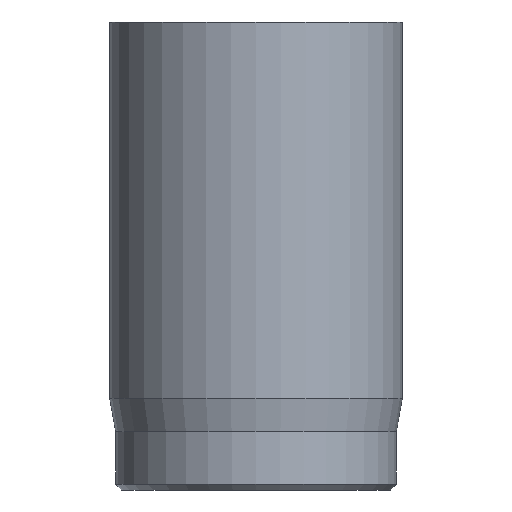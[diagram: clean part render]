
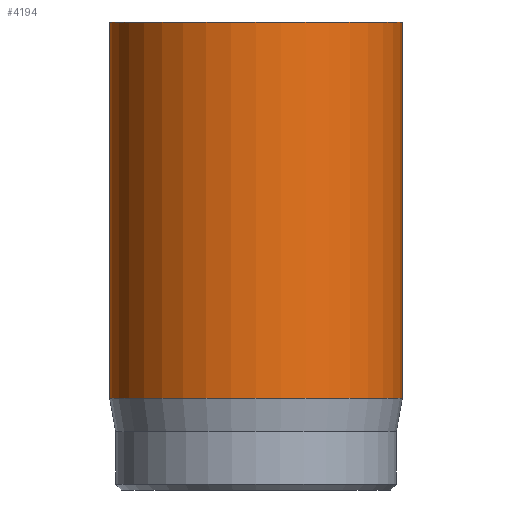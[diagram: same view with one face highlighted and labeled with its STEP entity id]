
A CAD part, front view. The second image highlights one B-rep face of the part: STEP entity #4194.
In plain terms, the highlighted cylindrical face has radius 2.5 mm (diameter 5 mm), a full revolution.
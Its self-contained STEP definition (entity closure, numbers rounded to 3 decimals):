
#31=CYLINDRICAL_SURFACE('',#4363,2.5);
#44=CIRCLE('',#4338,2.5);
#55=CIRCLE('',#4361,2.5);
#56=CIRCLE('',#4362,2.5);
#372=FACE_OUTER_BOUND('',#621,.T.);
#621=EDGE_LOOP('',(#3738,#3739,#3740,#3741,#3742));
#925=LINE('',#8027,#1240);
#1240=VECTOR('',#4848,2.5);
#1928=VERTEX_POINT('',#7982);
#1939=VERTEX_POINT('',#8021);
#1940=VERTEX_POINT('',#8022);
#2528=EDGE_CURVE('',#1928,#1928,#44,.T.);
#2544=EDGE_CURVE('',#1939,#1940,#55,.T.);
#2545=EDGE_CURVE('',#1940,#1939,#56,.T.);
#2547=EDGE_CURVE('',#1928,#1939,#925,.T.);
#3738=ORIENTED_EDGE('',*,*,#2528,.T.);
#3739=ORIENTED_EDGE('',*,*,#2547,.T.);
#3740=ORIENTED_EDGE('',*,*,#2544,.T.);
#3741=ORIENTED_EDGE('',*,*,#2545,.T.);
#3742=ORIENTED_EDGE('',*,*,#2547,.F.);
#4194=ADVANCED_FACE('',(#372),#31,.T.);
#4338=AXIS2_PLACEMENT_3D('',#7983,#4790,#4791);
#4361=AXIS2_PLACEMENT_3D('',#8023,#4841,#4842);
#4362=AXIS2_PLACEMENT_3D('',#8024,#4843,#4844);
#4363=AXIS2_PLACEMENT_3D('',#8026,#4846,#4847);
#4790=DIRECTION('center_axis',(0.,0.,-1.));
#4791=DIRECTION('ref_axis',(-1.,0.,0.));
#4841=DIRECTION('center_axis',(0.,0.,1.));
#4842=DIRECTION('ref_axis',(-1.,0.,0.));
#4843=DIRECTION('center_axis',(0.,0.,1.));
#4844=DIRECTION('ref_axis',(-1.,0.,0.));
#4846=DIRECTION('center_axis',(0.,0.,1.));
#4847=DIRECTION('ref_axis',(-1.,0.,0.));
#4848=DIRECTION('',(0.,0.,-1.));
#7982=CARTESIAN_POINT('',(2.5,0.,8.));
#7983=CARTESIAN_POINT('Origin',(0.,0.,8.));
#8021=CARTESIAN_POINT('',(2.5,0.,1.567));
#8022=CARTESIAN_POINT('',(-2.5,0.,1.567));
#8023=CARTESIAN_POINT('Origin',(0.,0.,1.567));
#8024=CARTESIAN_POINT('Origin',(0.,0.,1.567));
#8026=CARTESIAN_POINT('Origin',(0.,0.,0.));
#8027=CARTESIAN_POINT('',(2.5,0.,0.));
